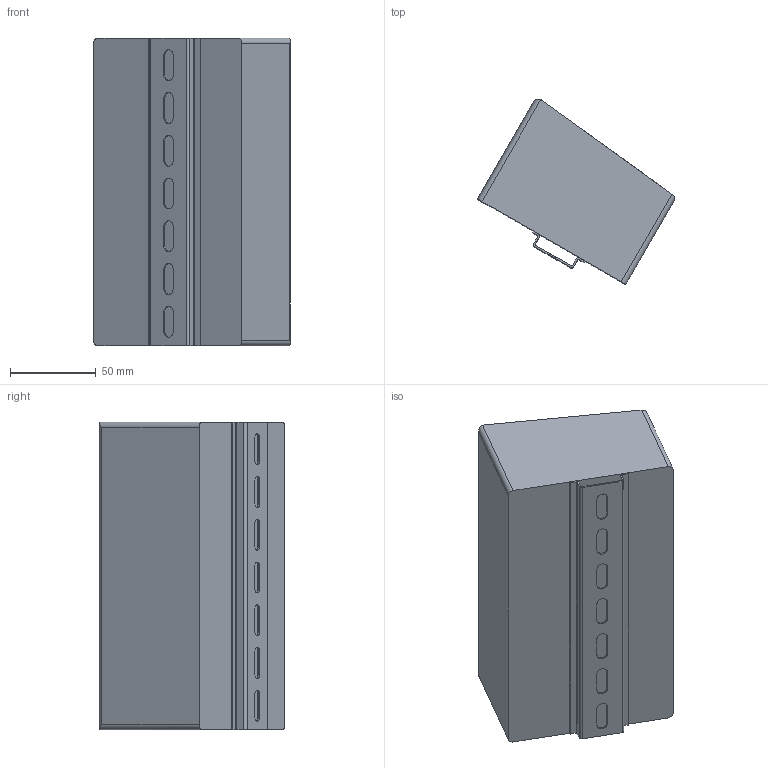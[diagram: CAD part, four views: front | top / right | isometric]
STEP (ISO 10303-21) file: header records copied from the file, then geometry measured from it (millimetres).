
FILE_DESCRIPTION((''),'2;1');
FILE_NAME('Bechoff module.stp','2012-10-01T20:45:28',('s070255'),(''),'Autodesk Inventor 2012','Autodesk Inventor 2012','');
FILE_SCHEMA(('AUTOMOTIVE_DESIGN { 1 0 10303 214 1 1 1 1 }'));
Length unit declared in the file: millimetre
Products named in the file (3): Bechoff module; beckhoff; Beckhoff rail
Assembly tree (2 placements, depth 2):
  Bechoff module
    beckhoff
    Beckhoff rail
Bounding box: 115.14 x 108.38 x 180 mm (x, y, z)
Volume: 1158058.4 mm3; surface area: 87531.2 mm2
Topology: 2 solids, 2 shells, 187 faces, 516 edges, 344 vertices
Faces by surface type: plane 115, bspline 44, cylinder 28
Entity records: 6414 total; most frequent: CARTESIAN_POINT 1756, ORIENTED_EDGE 1032, DIRECTION 780, EDGE_CURVE 516, VECTOR 372, LINE 372, VERTEX_POINT 344, EDGE_LOOP 212
